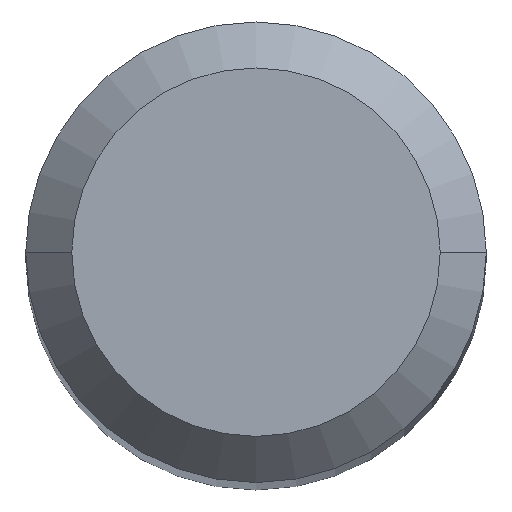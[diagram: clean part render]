
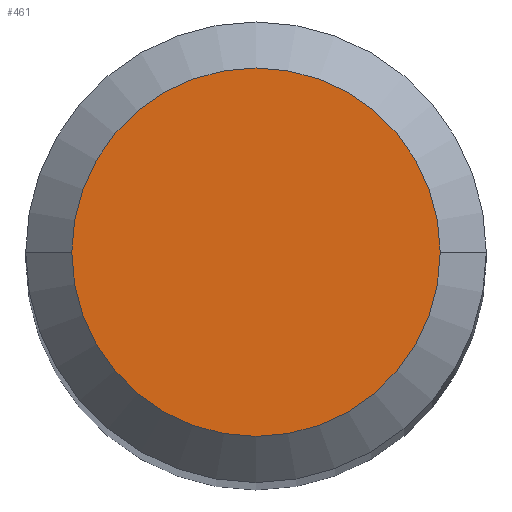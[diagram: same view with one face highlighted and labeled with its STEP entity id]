
A CAD part, top view. The second image highlights one B-rep face of the part: STEP entity #461.
In plain terms, the highlighted planar face has unit normal (0, 0, 1).
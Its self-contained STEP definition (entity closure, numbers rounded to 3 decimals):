
#55 = ORIENTED_EDGE ( 'NONE', *, *, #250, .F. ) ;
#74 = CIRCLE ( 'NONE', #417, 1.2 ) ;
#75 = EDGE_CURVE ( 'NONE', #464, #313, #456, .T. ) ;
#141 = CARTESIAN_POINT ( 'NONE',  ( 0., 0., 38. ) ) ;
#203 = AXIS2_PLACEMENT_3D ( 'NONE', #141, #626, #641 ) ;
#206 = CARTESIAN_POINT ( 'NONE',  ( 0., 0., 38. ) ) ;
#250 = EDGE_CURVE ( 'NONE', #313, #464, #74, .T. ) ;
#284 = CARTESIAN_POINT ( 'NONE',  ( -1.2, 0., 38. ) ) ;
#313 = VERTEX_POINT ( 'NONE', #284 ) ;
#335 = DIRECTION ( 'NONE',  ( 0., 0., -1. ) ) ;
#398 = DIRECTION ( 'NONE',  ( -1., 0., 0. ) ) ;
#417 = AXIS2_PLACEMENT_3D ( 'NONE', #600, #335, #398 ) ;
#445 = PLANE ( 'NONE',  #203 ) ;
#456 = CIRCLE ( 'NONE', #595, 1.2 ) ;
#461 = ADVANCED_FACE ( 'NONE', ( #698 ), #445, .F. ) ;
#464 = VERTEX_POINT ( 'NONE', #680 ) ;
#489 = EDGE_LOOP ( 'NONE', ( #55, #537 ) ) ;
#513 = DIRECTION ( 'NONE',  ( -1., 0., 0. ) ) ;
#537 = ORIENTED_EDGE ( 'NONE', *, *, #75, .F. ) ;
#595 = AXIS2_PLACEMENT_3D ( 'NONE', #206, #652, #513 ) ;
#600 = CARTESIAN_POINT ( 'NONE',  ( 0., 0., 38. ) ) ;
#626 = DIRECTION ( 'NONE',  ( 0., 0., -1. ) ) ;
#641 = DIRECTION ( 'NONE',  ( -1., 0., 0. ) ) ;
#652 = DIRECTION ( 'NONE',  ( 0., 0., -1. ) ) ;
#680 = CARTESIAN_POINT ( 'NONE',  ( 1.2, 0., 38. ) ) ;
#698 = FACE_OUTER_BOUND ( 'NONE', #489, .T. ) ;
